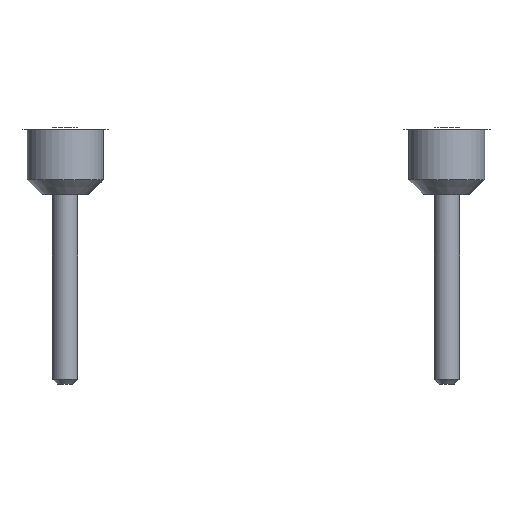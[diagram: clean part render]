
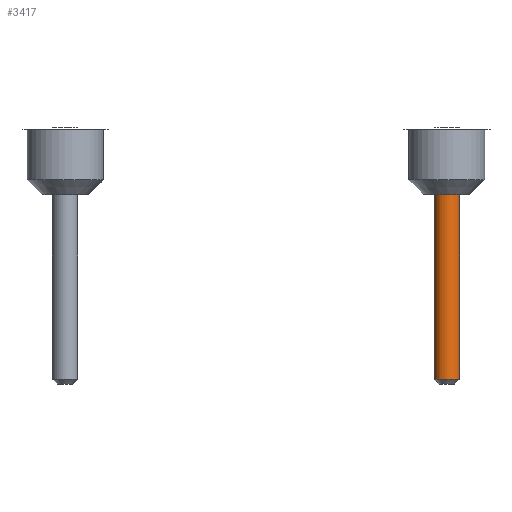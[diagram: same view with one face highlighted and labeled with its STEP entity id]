
A CAD part, front view. The second image highlights one B-rep face of the part: STEP entity #3417.
In plain terms, the highlighted cylindrical face has radius 0.254 mm (diameter 0.508 mm), a full revolution.
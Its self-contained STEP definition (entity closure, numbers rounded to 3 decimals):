
#3417 = ADVANCED_FACE('',(#3418),#3445,.T.);
#3418 = FACE_BOUND('',#3419,.T.);
#3419 = EDGE_LOOP('',(#3420,#3430,#3437,#3438));
#3420 = ORIENTED_EDGE('',*,*,#3421,.F.);
#3421 = EDGE_CURVE('',#3422,#3424,#3426,.T.);
#3422 = VERTEX_POINT('',#3423);
#3423 = CARTESIAN_POINT('',(7.62,-15.494,0.));
#3424 = VERTEX_POINT('',#3425);
#3425 = CARTESIAN_POINT('',(7.62,-15.494,-3.68));
#3426 = LINE('',#3427,#3428);
#3427 = CARTESIAN_POINT('',(7.62,-15.494,0.));
#3428 = VECTOR('',#3429,1.);
#3429 = DIRECTION('',(0.,-0.,-1.));
#3430 = ORIENTED_EDGE('',*,*,#3431,.F.);
#3431 = EDGE_CURVE('',#3422,#3422,#3432,.T.);
#3432 = CIRCLE('',#3433,0.254);
#3433 = AXIS2_PLACEMENT_3D('',#3434,#3435,#3436);
#3434 = CARTESIAN_POINT('',(7.62,-15.24,0.));
#3435 = DIRECTION('',(0.,0.,1.));
#3436 = DIRECTION('',(0.,-1.,0.));
#3437 = ORIENTED_EDGE('',*,*,#3421,.T.);
#3438 = ORIENTED_EDGE('',*,*,#3439,.T.);
#3439 = EDGE_CURVE('',#3424,#3424,#3440,.T.);
#3440 = CIRCLE('',#3441,0.254);
#3441 = AXIS2_PLACEMENT_3D('',#3442,#3443,#3444);
#3442 = CARTESIAN_POINT('',(7.62,-15.24,-3.68));
#3443 = DIRECTION('',(0.,0.,1.));
#3444 = DIRECTION('',(0.,-1.,0.));
#3445 = CYLINDRICAL_SURFACE('',#3446,0.254);
#3446 = AXIS2_PLACEMENT_3D('',#3447,#3448,#3449);
#3447 = CARTESIAN_POINT('',(7.62,-15.24,0.));
#3448 = DIRECTION('',(0.,0.,1.));
#3449 = DIRECTION('',(0.,-1.,0.));
